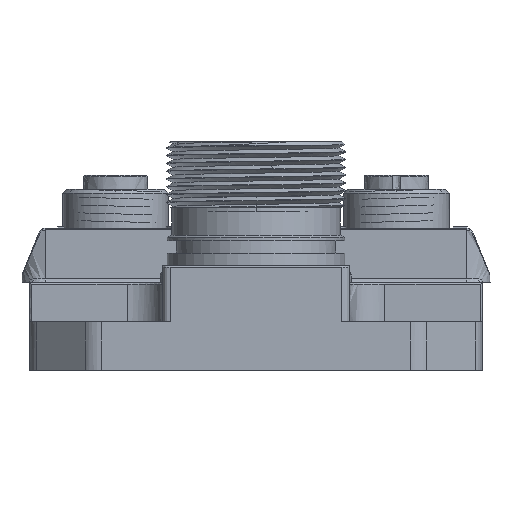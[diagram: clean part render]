
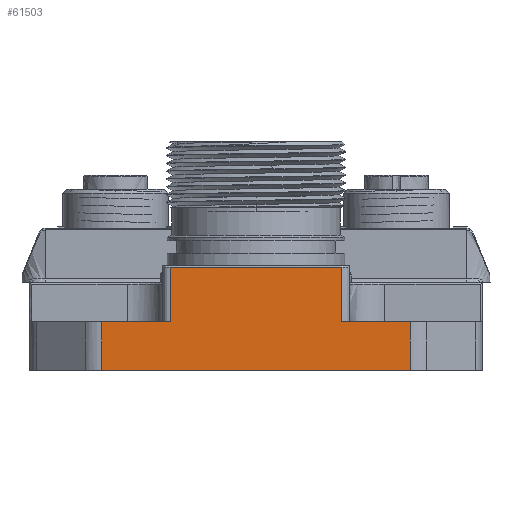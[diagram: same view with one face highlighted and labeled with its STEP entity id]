
A CAD part, front view. The second image highlights one B-rep face of the part: STEP entity #61503.
In plain terms, the highlighted free-form (B-spline) face has degree [1, 1] with [2, 2] control points.
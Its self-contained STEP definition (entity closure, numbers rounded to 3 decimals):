
#2710=CARTESIAN_POINT('',(11.,-76.,13.));
#2711=VERTEX_POINT('',#2710);
#2738=CARTESIAN_POINT('',(11.,-76.,6.));
#2739=VERTEX_POINT('',#2738);
#2740=CARTESIAN_POINT('',(11.,-76.,13.));
#2741=CARTESIAN_POINT('',(11.,-76.,6.));
#2742=B_SPLINE_CURVE_WITH_KNOTS('',1,(#2740,#2741),.POLYLINE_FORM.,.F.,.U.,(2,2),(0.,1.),.UNSPECIFIED.);
#2743=EDGE_CURVE('',#2711,#2739,#2742,.T.);
#2769=CARTESIAN_POINT('',(19.791,-76.,6.));
#2770=VERTEX_POINT('',#2769);
#2771=CARTESIAN_POINT('',(11.,-76.,6.));
#2772=CARTESIAN_POINT('',(19.791,-76.,6.));
#2773=B_SPLINE_CURVE_WITH_KNOTS('',1,(#2771,#2772),.POLYLINE_FORM.,.F.,.U.,(2,2),(0.,1.),.UNSPECIFIED.);
#2774=EDGE_CURVE('',#2739,#2770,#2773,.T.);
#2982=CARTESIAN_POINT('',(19.791,-76.,-0.25));
#2983=VERTEX_POINT('',#2982);
#2992=CARTESIAN_POINT('',(-19.791,-76.,-0.25));
#2993=VERTEX_POINT('',#2992);
#2994=CARTESIAN_POINT('',(19.791,-76.,-0.25));
#2995=CARTESIAN_POINT('',(-19.791,-76.,-0.25));
#2996=B_SPLINE_CURVE_WITH_KNOTS('',1,(#2994,#2995),.POLYLINE_FORM.,.F.,.U.,(2,2),(0.,1.),.UNSPECIFIED.);
#2997=EDGE_CURVE('',#2983,#2993,#2996,.T.);
#61455=CARTESIAN_POINT('',(19.791,-76.,6.));
#61456=CARTESIAN_POINT('',(19.791,-76.,-0.25));
#61457=(BOUNDED_CURVE()B_SPLINE_CURVE(1,(#61455,#61456),.POLYLINE_FORM.,.F.,.U.)B_SPLINE_CURVE_WITH_KNOTS((2,2),(0.,1.),.UNSPECIFIED.)CURVE()GEOMETRIC_REPRESENTATION_ITEM()RATIONAL_B_SPLINE_CURVE((0.889,0.889))REPRESENTATION_ITEM(''));
#61458=EDGE_CURVE('',#2770,#2983,#61457,.T.);
#61466=CARTESIAN_POINT('',(-100.381,-76.,-71.381));
#61467=CARTESIAN_POINT('',(-100.381,-76.,71.381));
#61468=CARTESIAN_POINT('',(42.381,-76.,-71.381));
#61469=CARTESIAN_POINT('',(42.381,-76.,71.381));
#61470=B_SPLINE_SURFACE_WITH_KNOTS('',1,1,((#61466,#61467),(#61468,#61469)),.PLANE_SURF.,.F.,.F.,.U.,(2,2),(2,2),(0.,1.),(0.,1.),.UNSPECIFIED.);
#61471=CARTESIAN_POINT('',(-11.,-76.,13.));
#61472=VERTEX_POINT('',#61471);
#61473=CARTESIAN_POINT('',(-11.,-76.,6.));
#61474=VERTEX_POINT('',#61473);
#61475=CARTESIAN_POINT('',(-11.,-76.,13.));
#61476=CARTESIAN_POINT('',(-11.,-76.,6.));
#61477=B_SPLINE_CURVE_WITH_KNOTS('',1,(#61475,#61476),.POLYLINE_FORM.,.F.,.U.,(2,2),(0.,1.),.UNSPECIFIED.);
#61478=EDGE_CURVE('',#61472,#61474,#61477,.T.);
#61479=ORIENTED_EDGE('',*,*,#61478,.T.);
#61480=CARTESIAN_POINT('',(-19.791,-76.,6.));
#61481=VERTEX_POINT('',#61480);
#61482=CARTESIAN_POINT('',(-11.,-76.,6.));
#61483=CARTESIAN_POINT('',(-19.791,-76.,6.));
#61484=B_SPLINE_CURVE_WITH_KNOTS('',1,(#61482,#61483),.POLYLINE_FORM.,.F.,.U.,(2,2),(0.,1.),.UNSPECIFIED.);
#61485=EDGE_CURVE('',#61474,#61481,#61484,.T.);
#61486=ORIENTED_EDGE('',*,*,#61485,.T.);
#61487=CARTESIAN_POINT('',(-19.791,-76.,6.));
#61488=CARTESIAN_POINT('',(-19.791,-76.,-0.25));
#61489=B_SPLINE_CURVE_WITH_KNOTS('',1,(#61487,#61488),.POLYLINE_FORM.,.F.,.U.,(2,2),(0.,1.),.UNSPECIFIED.);
#61490=EDGE_CURVE('',#61481,#2993,#61489,.T.);
#61491=ORIENTED_EDGE('',*,*,#61490,.T.);
#61492=ORIENTED_EDGE('',*,*,#2997,.F.);
#61493=ORIENTED_EDGE('',*,*,#61458,.F.);
#61494=ORIENTED_EDGE('',*,*,#2774,.F.);
#61495=ORIENTED_EDGE('',*,*,#2743,.F.);
#61496=CARTESIAN_POINT('',(11.,-76.,13.));
#61497=CARTESIAN_POINT('',(-11.,-76.,13.));
#61498=B_SPLINE_CURVE_WITH_KNOTS('',1,(#61496,#61497),.POLYLINE_FORM.,.F.,.U.,(2,2),(0.,1.),.UNSPECIFIED.);
#61499=EDGE_CURVE('',#2711,#61472,#61498,.T.);
#61500=ORIENTED_EDGE('',*,*,#61499,.T.);
#61501=EDGE_LOOP('',(#61479,#61486,#61491,#61492,#61493,#61494,#61495,#61500));
#61502=FACE_OUTER_BOUND('',#61501,.T.);
#61503=ADVANCED_FACE('',(#61502),#61470,.T.);
